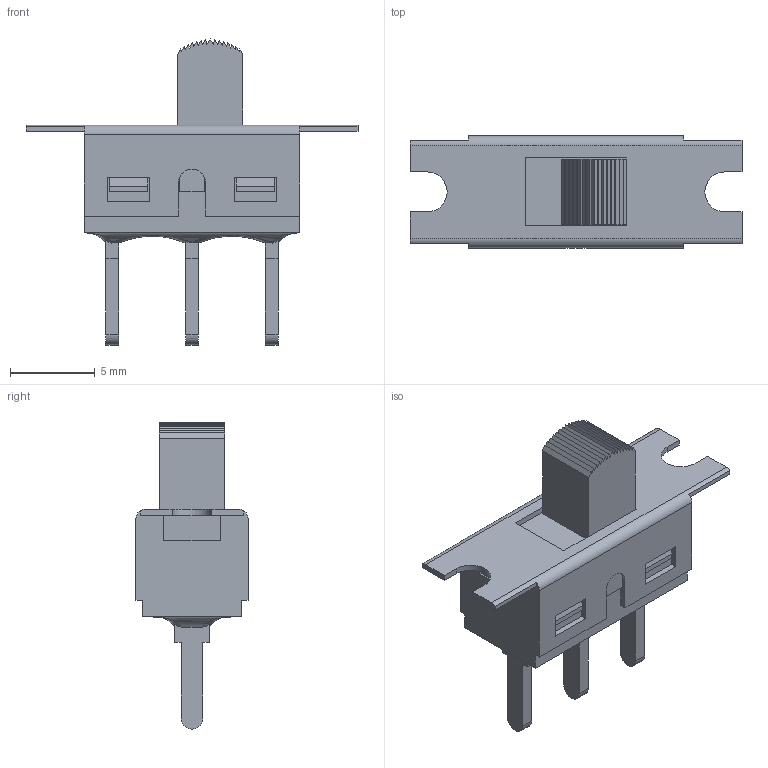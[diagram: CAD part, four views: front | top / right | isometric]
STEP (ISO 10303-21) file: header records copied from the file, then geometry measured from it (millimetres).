
FILE_DESCRIPTION((' '),'2;1');
FILE_NAME('500SSPxS1M2xEB.stp','2017-07-28T15:39:08',(' '),(' '),' ','ACIS',' ');
FILE_SCHEMA(('CONFIG_CONTROL_DESIGN'));
Length unit declared in the file: inch
Products named in the file (1): 500SSPxS1M2xEB.stp
Bounding box: 19.56 x 6.6 x 18.03 mm (x, y, z)
Volume: 382.5 mm3; surface area: 995.1 mm2
Topology: 1 solids, 2 shells, 199 faces, 570 edges, 383 vertices
Faces by surface type: plane 172, cylinder 18, bspline 8, cone 1
Full cylindrical faces by diameter (mm): 2.4 x1
Entity records: 7018 total; most frequent: CARTESIAN_POINT 1717, ORIENTED_EDGE 1136, DIRECTION 983, EDGE_CURVE 568, VECTOR 481, LINE 481, VERTEX_POINT 383, AXIS2_PLACEMENT_3D 251
